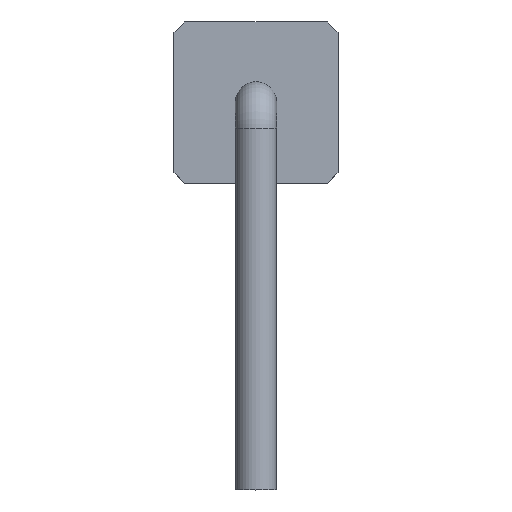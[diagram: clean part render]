
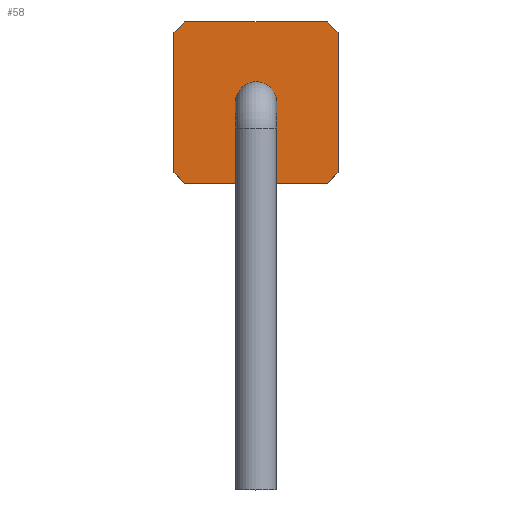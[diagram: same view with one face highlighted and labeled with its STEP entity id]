
A CAD part, top view. The second image highlights one B-rep face of the part: STEP entity #58.
In plain terms, the highlighted planar face has unit normal (0, 0, 1).
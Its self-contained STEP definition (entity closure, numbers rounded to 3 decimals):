
#58=ADVANCED_FACE('',(#238,#240),#242,.T.);
#238=FACE_BOUND('',#239,.T.);
#239=EDGE_LOOP('',(#390,#391,#392,#393,#394,#395,#396,#397));
#240=FACE_BOUND('',#241,.T.);
#241=EDGE_LOOP('',(#398));
#242=PLANE('',#243);
#243=AXIS2_PLACEMENT_3D('',#244,#245,#246);
#244=CARTESIAN_POINT('',(0.,0.,2.5));
#245=DIRECTION('',(0.,0.,1.));
#246=DIRECTION('',(1.,0.,0.));
#390=ORIENTED_EDGE('',*,*,#466,.T.);
#391=ORIENTED_EDGE('',*,*,#467,.T.);
#392=ORIENTED_EDGE('',*,*,#468,.T.);
#393=ORIENTED_EDGE('',*,*,#469,.T.);
#394=ORIENTED_EDGE('',*,*,#470,.T.);
#395=ORIENTED_EDGE('',*,*,#471,.T.);
#396=ORIENTED_EDGE('',*,*,#472,.T.);
#397=ORIENTED_EDGE('',*,*,#473,.T.);
#398=ORIENTED_EDGE('',*,*,#474,.F.);
#466=EDGE_CURVE('',#504,#505,#506,.T.);
#467=EDGE_CURVE('',#505,#507,#508,.T.);
#468=EDGE_CURVE('',#507,#509,#510,.T.);
#469=EDGE_CURVE('',#509,#511,#512,.T.);
#470=EDGE_CURVE('',#511,#513,#514,.T.);
#471=EDGE_CURVE('',#513,#515,#516,.T.);
#472=EDGE_CURVE('',#515,#517,#518,.T.);
#473=EDGE_CURVE('',#517,#504,#519,.T.);
#474=EDGE_CURVE('',#520,#520,#521,.T.);
#504=VERTEX_POINT('',#568);
#505=VERTEX_POINT('',#569);
#506=LINE('',#570,#571);
#507=VERTEX_POINT('',#573);
#508=LINE('',#574,#575);
#509=VERTEX_POINT('',#577);
#510=LINE('',#578,#579);
#511=VERTEX_POINT('',#581);
#512=LINE('',#582,#583);
#513=VERTEX_POINT('',#585);
#514=LINE('',#586,#587);
#515=VERTEX_POINT('',#589);
#516=LINE('',#590,#591);
#517=VERTEX_POINT('',#593);
#518=LINE('',#594,#595);
#519=LINE('',#597,#598);
#520=VERTEX_POINT('',#600);
#521=CIRCLE('',#601,0.32);
#568=CARTESIAN_POINT('',(1.1,1.25,2.5));
#569=CARTESIAN_POINT('',(-1.1,1.25,2.5));
#570=CARTESIAN_POINT('',(1.1,1.25,2.5));
#571=VECTOR('',#572,1.);
#572=DIRECTION('',(-1.,0.,0.));
#573=CARTESIAN_POINT('',(-1.27,1.08,2.5));
#574=CARTESIAN_POINT('',(-1.1,1.25,2.5));
#575=VECTOR('',#576,1.);
#576=DIRECTION('',(-0.707,-0.707,0.));
#577=CARTESIAN_POINT('',(-1.27,-1.08,2.5));
#578=CARTESIAN_POINT('',(-1.27,1.08,2.5));
#579=VECTOR('',#580,1.);
#580=DIRECTION('',(0.,-1.,0.));
#581=CARTESIAN_POINT('',(-1.1,-1.25,2.5));
#582=CARTESIAN_POINT('',(-1.27,-1.08,2.5));
#583=VECTOR('',#584,1.);
#584=DIRECTION('',(0.707,-0.707,0.));
#585=CARTESIAN_POINT('',(1.1,-1.25,2.5));
#586=CARTESIAN_POINT('',(-1.1,-1.25,2.5));
#587=VECTOR('',#588,1.);
#588=DIRECTION('',(1.,0.,0.));
#589=CARTESIAN_POINT('',(1.27,-1.08,2.5));
#590=CARTESIAN_POINT('',(1.1,-1.25,2.5));
#591=VECTOR('',#592,1.);
#592=DIRECTION('',(0.707,0.707,0.));
#593=CARTESIAN_POINT('',(1.27,1.08,2.5));
#594=CARTESIAN_POINT('',(1.27,-1.08,2.5));
#595=VECTOR('',#596,1.);
#596=DIRECTION('',(0.,1.,0.));
#597=CARTESIAN_POINT('',(1.27,1.08,2.5));
#598=VECTOR('',#599,1.);
#599=DIRECTION('',(-0.707,0.707,0.));
#600=CARTESIAN_POINT('',(0.32,0.,2.5));
#601=AXIS2_PLACEMENT_3D('',#602,#603,#604);
#602=CARTESIAN_POINT('',(0.,0.,2.5));
#603=DIRECTION('',(0.,0.,1.));
#604=DIRECTION('',(1.,0.,0.));
